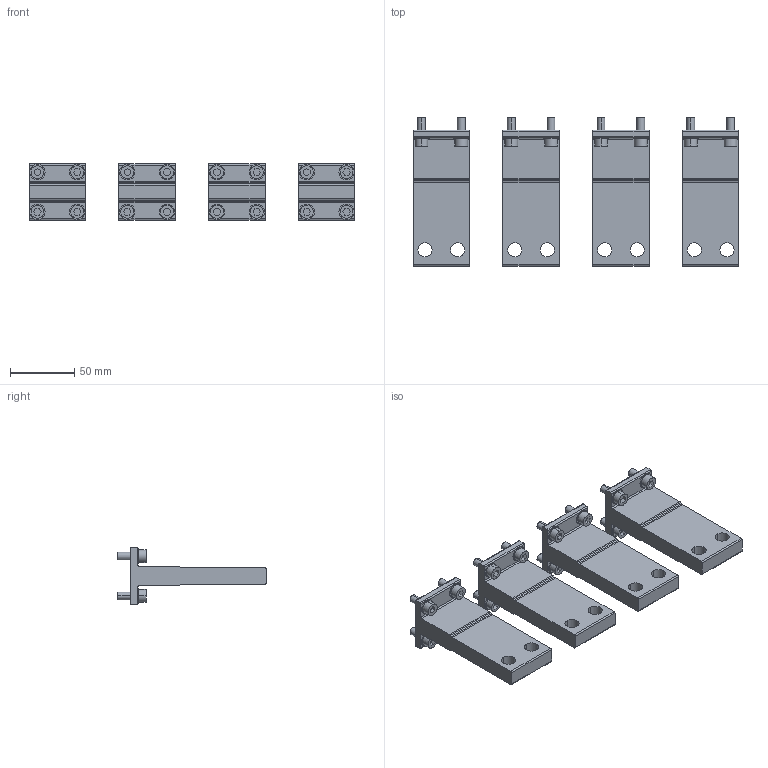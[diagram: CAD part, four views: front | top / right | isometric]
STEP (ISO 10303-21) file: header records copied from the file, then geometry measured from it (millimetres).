
FILE_DESCRIPTION(('CATIA V5 STEP Exchange'),'2;1');
FILE_NAME('1SDH001336R0078_E1.2_W_IV_TERMINALS_HR_UL_UPPER.stp','2014-09-18T15:40:02+00:00',('none'),('none'),'CATIA Version 5 Release 20 SP 6 (IN-10)','CATIA V5 STEP AP214','none');
FILE_SCHEMA(('AUTOMOTIVE_DESIGN { 1 0 10303 214 1 1 1 1 }'));
Length unit declared in the file: millimetre
Products named in the file (1): E1.2_W_IV_TERMINALS_HR_UL_UPPER_AllCATPart
Bounding box: 254 x 115.5 x 44 mm (x, y, z)
Volume: 284738.3 mm3; surface area: 81881.6 mm2
Topology: 36 solids, 36 shells, 472 faces, 1104 edges, 736 vertices
Faces by surface type: plane 248, cylinder 224
Entity records: 13086 total; most frequent: CARTESIAN_POINT 2221, ORIENTED_EDGE 2208, DIRECTION 1864, EDGE_CURVE 1104, AXIS2_PLACEMENT_3D 829, VERTEX_POINT 736, VECTOR 656, LINE 656
